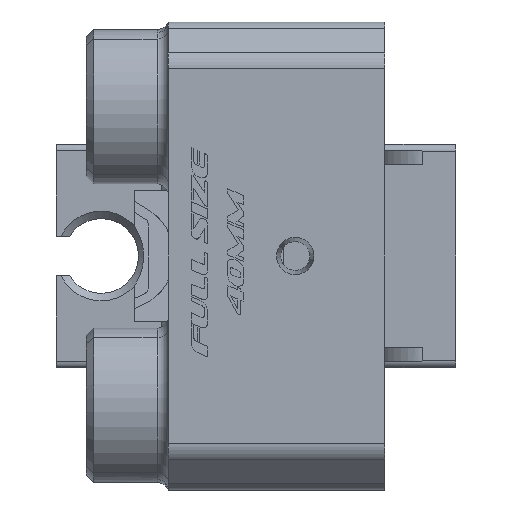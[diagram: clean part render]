
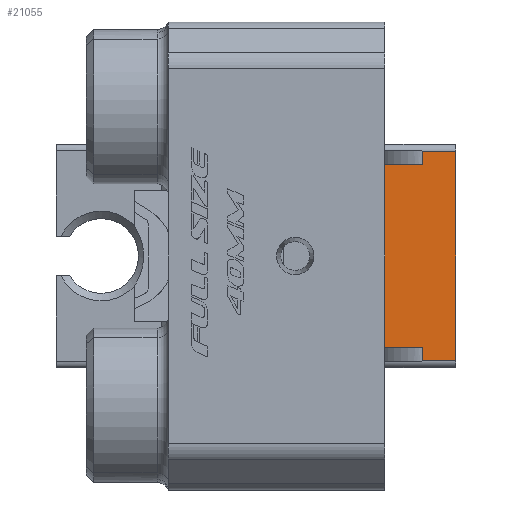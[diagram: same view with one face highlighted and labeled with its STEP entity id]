
A CAD part, left-side view. The second image highlights one B-rep face of the part: STEP entity #21055.
In plain terms, the highlighted planar face has unit normal (-1, 0, 0).
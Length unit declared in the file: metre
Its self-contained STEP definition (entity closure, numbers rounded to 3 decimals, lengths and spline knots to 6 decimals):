
#3144=ORIENTED_EDGE('',*,*,#8893,.T.);
#3145=ORIENTED_EDGE('',*,*,#8481,.F.);
#3146=ORIENTED_EDGE('',*,*,#8898,.F.);
#3147=ORIENTED_EDGE('',*,*,#8496,.F.);
#3148=ORIENTED_EDGE('',*,*,#8897,.T.);
#3149=ORIENTED_EDGE('',*,*,#8899,.T.);
#3150=ORIENTED_EDGE('',*,*,#8508,.T.);
#3151=ORIENTED_EDGE('',*,*,#8506,.T.);
#8481=EDGE_CURVE('',#11639,#11640,#13684,.T.);
#8496=EDGE_CURVE('',#11652,#11653,#13692,.T.);
#8506=EDGE_CURVE('',#11656,#11658,#13694,.T.);
#8508=EDGE_CURVE('',#11659,#11656,#13696,.T.);
#8893=EDGE_CURVE('',#11658,#11640,#13930,.T.);
#8897=EDGE_CURVE('',#11652,#11862,#13933,.T.);
#8898=EDGE_CURVE('',#11653,#11639,#13934,.T.);
#8899=EDGE_CURVE('',#11862,#11659,#13935,.T.);
#11639=VERTEX_POINT('',#30315);
#11640=VERTEX_POINT('',#30317);
#11652=VERTEX_POINT('',#30366);
#11653=VERTEX_POINT('',#30367);
#11656=VERTEX_POINT('',#30411);
#11658=VERTEX_POINT('',#30421);
#11659=VERTEX_POINT('',#30426);
#11862=VERTEX_POINT('',#34054);
#13684=LINE('',#30316,#15933);
#13692=LINE('',#30365,#15941);
#13694=LINE('',#30422,#15943);
#13696=LINE('',#30425,#15945);
#13930=LINE('',#34047,#16179);
#13933=LINE('',#34055,#16182);
#13934=LINE('',#34057,#16183);
#13935=LINE('',#34058,#16184);
#15933=VECTOR('',#23994,1.);
#15941=VECTOR('',#24012,1.);
#15943=VECTOR('',#24014,1.);
#15945=VECTOR('',#24018,1.);
#16179=VECTOR('',#24518,1.);
#16182=VECTOR('',#24529,1.);
#16183=VECTOR('',#24532,1.);
#16184=VECTOR('',#24533,1.);
#17893=EDGE_LOOP('',(#3144,#3145,#3146,#3147,#3148,#3149,#3150,#3151));
#19130=FACE_BOUND('',#17893,.T.);
#20225=PLANE('',#22181);
#21055=ADVANCED_FACE('',(#19130),#20225,.F.);
#22181=AXIS2_PLACEMENT_3D('',#34056,#24530,#24531);
#23994=DIRECTION('',(0.,0.,1.));
#24012=DIRECTION('',(0.,0.,1.));
#24014=DIRECTION('',(0.,0.,-1.));
#24018=DIRECTION('',(0.,1.,0.));
#24518=DIRECTION('',(0.,1.,0.));
#24529=DIRECTION('',(0.,-1.,0.));
#24530=DIRECTION('',(1.,0.,0.));
#24531=DIRECTION('',(0.,0.,-1.));
#24532=DIRECTION('',(0.,1.,0.));
#24533=DIRECTION('',(0.,0.,1.));
#30315=CARTESIAN_POINT('',(0.013,-0.002,-0.0122));
#30316=CARTESIAN_POINT('',(0.013,-0.002,-0.0122));
#30317=CARTESIAN_POINT('',(0.013,-0.002,0.0122));
#30365=CARTESIAN_POINT('',(0.013,-0.007074,-0.0142));
#30366=CARTESIAN_POINT('',(0.013,-0.007074,-0.014));
#30367=CARTESIAN_POINT('',(0.013,-0.007074,-0.0122));
#30411=CARTESIAN_POINT('',(0.013,-0.007074,0.014));
#30421=CARTESIAN_POINT('',(0.013,-0.007074,0.0122));
#30422=CARTESIAN_POINT('',(0.013,-0.007074,0.0142));
#30425=CARTESIAN_POINT('',(0.013,-0.0095,0.014));
#30426=CARTESIAN_POINT('',(0.013,-0.0115,0.014));
#34047=CARTESIAN_POINT('',(0.013,0.,0.0122));
#34054=CARTESIAN_POINT('',(0.013,-0.0115,-0.014));
#34055=CARTESIAN_POINT('',(0.013,-0.0095,-0.014));
#34056=CARTESIAN_POINT('',(0.013,-0.0095,0.));
#34057=CARTESIAN_POINT('',(0.013,0.,-0.0122));
#34058=CARTESIAN_POINT('',(0.013,-0.0115,0.));
